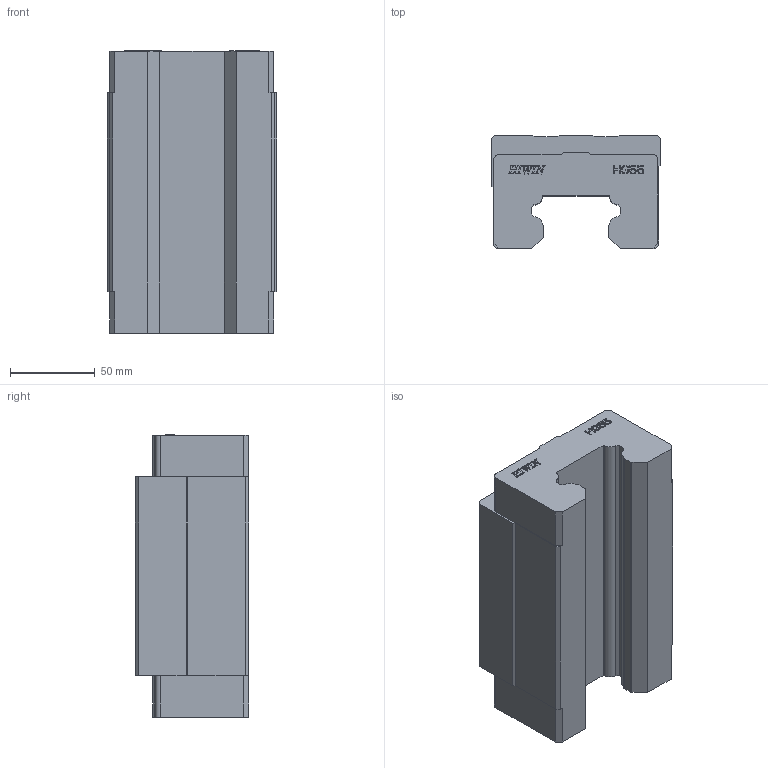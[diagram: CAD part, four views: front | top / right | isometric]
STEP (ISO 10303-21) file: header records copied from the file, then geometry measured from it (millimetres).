
FILE_DESCRIPTION (( 'STEP AP203' ), '1' );
FILE_NAME ('HGH55CA.STEP', '2007-01-11T09:42:39', ( 'HIWIN GmbH' ), ( '77654 Offenburg' ), 'SwSTEP 2.0', 'SolidWorks 2006104', '' );
FILE_SCHEMA (( 'CONFIG_CONTROL_DESIGN' ));
Length unit declared in the file: millimetre
Products named in the file (1): HGH55CA
Bounding box: 100 x 67 x 167 mm (x, y, z)
Volume: 801659.6 mm3; surface area: 78308.1 mm2
Topology: 1 solids, 1 shells, 358 faces, 1029 edges, 686 vertices
Faces by surface type: plane 278, bspline 60, cylinder 20
Entity records: 12874 total; most frequent: CARTESIAN_POINT 3778, ORIENTED_EDGE 2058, DIRECTION 1547, EDGE_CURVE 1029, LINE 869, VECTOR 869, VERTEX_POINT 686, EDGE_LOOP 371
